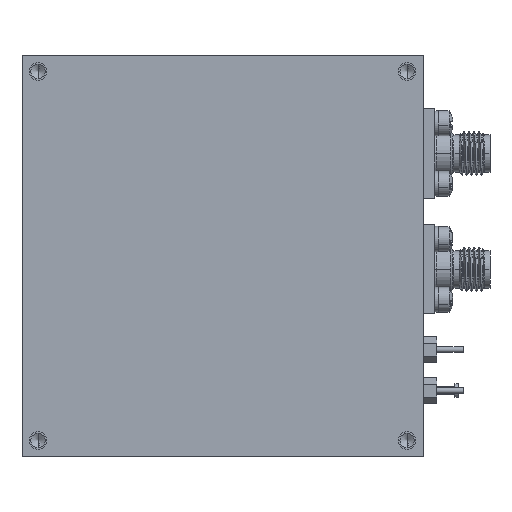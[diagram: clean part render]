
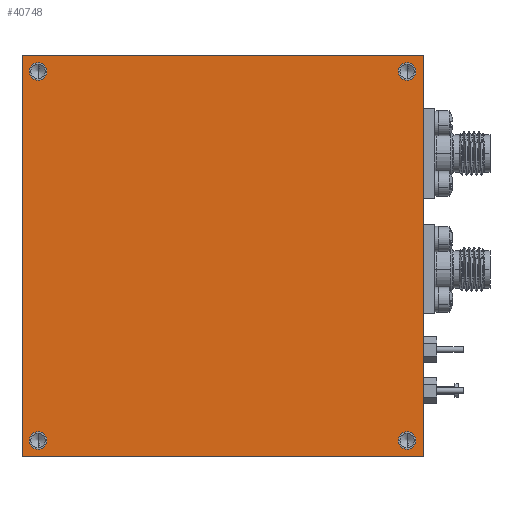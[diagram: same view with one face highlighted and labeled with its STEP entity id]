
A CAD part, front view. The second image highlights one B-rep face of the part: STEP entity #40748.
In plain terms, the highlighted planar face has unit normal (0, -1, 0).
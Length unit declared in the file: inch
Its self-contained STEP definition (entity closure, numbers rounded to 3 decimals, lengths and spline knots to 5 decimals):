
#273 = CARTESIAN_POINT ( 'NONE',  ( -1.125, -0.62, -1.125 ) ) ;
#1155 = AXIS2_PLACEMENT_3D ( 'NONE', #42598, #22031, #43452 ) ;
#2903 = VECTOR ( 'NONE', #6492, 39.37008 ) ;
#3060 = CARTESIAN_POINT ( 'NONE',  ( -1.035, -0.62, 1.035 ) ) ;
#3431 = EDGE_CURVE ( 'NONE', #25899, #25667, #9609, .T. ) ;
#3465 = VERTEX_POINT ( 'NONE', #57000 ) ;
#3702 = DIRECTION ( 'NONE',  ( 0., 0., -1. ) ) ;
#4167 = ORIENTED_EDGE ( 'NONE', *, *, #6256, .F. ) ;
#4172 = AXIS2_PLACEMENT_3D ( 'NONE', #31366, #32532, #45275 ) ;
#4542 = AXIS2_PLACEMENT_3D ( 'NONE', #37100, #37389, #46074 ) ;
#4550 = EDGE_CURVE ( 'NONE', #25667, #25899, #21269, .T. ) ;
#4735 = EDGE_CURVE ( 'NONE', #27830, #47406, #39742, .T. ) ;
#4836 = CARTESIAN_POINT ( 'NONE',  ( 1.035, -0.62, 1.08421 ) ) ;
#5476 = DIRECTION ( 'NONE',  ( 0., 0., 1. ) ) ;
#6256 = EDGE_CURVE ( 'NONE', #37511, #16710, #29424, .T. ) ;
#6492 = DIRECTION ( 'NONE',  ( -1., 0., 0. ) ) ;
#7374 = EDGE_CURVE ( 'NONE', #47406, #27830, #21494, .T. ) ;
#7649 = VECTOR ( 'NONE', #5476, 39.37008 ) ;
#8303 = CARTESIAN_POINT ( 'NONE',  ( -1.035, -0.62, 0.98579 ) ) ;
#8652 = CARTESIAN_POINT ( 'NONE',  ( 1.125, -0.62, 1.125 ) ) ;
#8691 = FACE_BOUND ( 'NONE', #41297, .T. ) ;
#9609 = CIRCLE ( 'NONE', #1155, 0.04921 ) ;
#9667 = LINE ( 'NONE', #10518, #33424 ) ;
#10354 = DIRECTION ( 'NONE',  ( 0., 0., -1. ) ) ;
#10518 = CARTESIAN_POINT ( 'NONE',  ( 1.125, -0.62, -1.125 ) ) ;
#10973 = EDGE_CURVE ( 'NONE', #39634, #37943, #9667, .T. ) ;
#14163 = EDGE_LOOP ( 'NONE', ( #30052, #51937 ) ) ;
#14587 = DIRECTION ( 'NONE',  ( 1., 0., 0. ) ) ;
#14826 = DIRECTION ( 'NONE',  ( 0., 0., -1. ) ) ;
#16710 = VERTEX_POINT ( 'NONE', #47166 ) ;
#16746 = FACE_BOUND ( 'NONE', #19715, .T. ) ;
#17244 = VECTOR ( 'NONE', #14587, 39.37008 ) ;
#17825 = DIRECTION ( 'NONE',  ( 0., -1., 0. ) ) ;
#18305 = ORIENTED_EDGE ( 'NONE', *, *, #28985, .F. ) ;
#18316 = CARTESIAN_POINT ( 'NONE',  ( -1.125, -0.62, 1.125 ) ) ;
#18766 = CARTESIAN_POINT ( 'NONE',  ( 1.035, -0.62, -1.08421 ) ) ;
#19715 = EDGE_LOOP ( 'NONE', ( #4167, #41994 ) ) ;
#19861 = VERTEX_POINT ( 'NONE', #44773 ) ;
#20870 = ORIENTED_EDGE ( 'NONE', *, *, #36552, .F. ) ;
#21269 = CIRCLE ( 'NONE', #51730, 0.04921 ) ;
#21494 = CIRCLE ( 'NONE', #26117, 0.04921 ) ;
#21894 = CARTESIAN_POINT ( 'NONE',  ( -1.035, -0.62, -1.035 ) ) ;
#21953 = DIRECTION ( 'NONE',  ( 0., 0., 1. ) ) ;
#22031 = DIRECTION ( 'NONE',  ( 0., -1., 0. ) ) ;
#22224 = CARTESIAN_POINT ( 'NONE',  ( 1.035, -0.62, 0.98579 ) ) ;
#22429 = EDGE_LOOP ( 'NONE', ( #27971, #41573, #45245, #50196 ) ) ;
#22887 = EDGE_CURVE ( 'NONE', #34769, #39634, #54172, .T. ) ;
#23265 = EDGE_CURVE ( 'NONE', #16710, #37511, #49612, .T. ) ;
#24055 = AXIS2_PLACEMENT_3D ( 'NONE', #3060, #52177, #34549 ) ;
#24473 = CARTESIAN_POINT ( 'NONE',  ( -1.125, -0.62, 1.125 ) ) ;
#25667 = VERTEX_POINT ( 'NONE', #22224 ) ;
#25732 = ORIENTED_EDGE ( 'NONE', *, *, #7374, .F. ) ;
#25899 = VERTEX_POINT ( 'NONE', #4836 ) ;
#26117 = AXIS2_PLACEMENT_3D ( 'NONE', #49923, #40406, #10354 ) ;
#26861 = DIRECTION ( 'NONE',  ( 0., 0., -1. ) ) ;
#27227 = CIRCLE ( 'NONE', #4172, 0.04921 ) ;
#27830 = VERTEX_POINT ( 'NONE', #30798 ) ;
#27971 = ORIENTED_EDGE ( 'NONE', *, *, #53097, .F. ) ;
#28985 = EDGE_CURVE ( 'NONE', #19861, #3465, #27227, .T. ) ;
#29037 = AXIS2_PLACEMENT_3D ( 'NONE', #21894, #17825, #3702 ) ;
#29424 = CIRCLE ( 'NONE', #4542, 0.04921 ) ;
#30052 = ORIENTED_EDGE ( 'NONE', *, *, #4550, .F. ) ;
#30798 = CARTESIAN_POINT ( 'NONE',  ( -1.035, -0.62, 1.08421 ) ) ;
#31183 = DIRECTION ( 'NONE',  ( 0., 1., 0. ) ) ;
#31366 = CARTESIAN_POINT ( 'NONE',  ( -1.035, -0.62, -1.035 ) ) ;
#32532 = DIRECTION ( 'NONE',  ( 0., -1., 0. ) ) ;
#33424 = VECTOR ( 'NONE', #14826, 39.37008 ) ;
#34549 = DIRECTION ( 'NONE',  ( 0., 0., -1. ) ) ;
#34769 = VERTEX_POINT ( 'NONE', #24473 ) ;
#35550 = FACE_OUTER_BOUND ( 'NONE', #22429, .T. ) ;
#36129 = CARTESIAN_POINT ( 'NONE',  ( 1.035, -0.62, -1.035 ) ) ;
#36552 = EDGE_CURVE ( 'NONE', #3465, #19861, #55841, .T. ) ;
#37100 = CARTESIAN_POINT ( 'NONE',  ( 1.035, -0.62, -1.035 ) ) ;
#37389 = DIRECTION ( 'NONE',  ( 0., -1., 0. ) ) ;
#37511 = VERTEX_POINT ( 'NONE', #18766 ) ;
#37943 = VERTEX_POINT ( 'NONE', #53967 ) ;
#39029 = FACE_BOUND ( 'NONE', #46012, .T. ) ;
#39510 = ORIENTED_EDGE ( 'NONE', *, *, #4735, .F. ) ;
#39606 = CARTESIAN_POINT ( 'NONE',  ( 0., -0.62, 0. ) ) ;
#39609 = DIRECTION ( 'NONE',  ( 0., -1., 0. ) ) ;
#39634 = VERTEX_POINT ( 'NONE', #8652 ) ;
#39742 = CIRCLE ( 'NONE', #24055, 0.04921 ) ;
#40406 = DIRECTION ( 'NONE',  ( 0., -1., 0. ) ) ;
#40748 = ADVANCED_FACE ( 'NONE', ( #35550, #56647, #39029, #8691, #16746 ), #47974, .F. ) ;
#41297 = EDGE_LOOP ( 'NONE', ( #20870, #18305 ) ) ;
#41573 = ORIENTED_EDGE ( 'NONE', *, *, #43284, .F. ) ;
#41811 = DIRECTION ( 'NONE',  ( 0., -1., 0. ) ) ;
#41994 = ORIENTED_EDGE ( 'NONE', *, *, #23265, .F. ) ;
#42598 = CARTESIAN_POINT ( 'NONE',  ( 1.035, -0.62, 1.035 ) ) ;
#43284 = EDGE_CURVE ( 'NONE', #37943, #48227, #46092, .T. ) ;
#43452 = DIRECTION ( 'NONE',  ( 0., 0., -1. ) ) ;
#44773 = CARTESIAN_POINT ( 'NONE',  ( -1.035, -0.62, -0.98579 ) ) ;
#45083 = LINE ( 'NONE', #273, #7649 ) ;
#45245 = ORIENTED_EDGE ( 'NONE', *, *, #10973, .F. ) ;
#45275 = DIRECTION ( 'NONE',  ( 0., 0., -1. ) ) ;
#45576 = AXIS2_PLACEMENT_3D ( 'NONE', #39606, #31183, #21953 ) ;
#46012 = EDGE_LOOP ( 'NONE', ( #25732, #39510 ) ) ;
#46074 = DIRECTION ( 'NONE',  ( 0., 0., -1. ) ) ;
#46092 = LINE ( 'NONE', #54447, #2903 ) ;
#47166 = CARTESIAN_POINT ( 'NONE',  ( 1.035, -0.62, -0.98579 ) ) ;
#47406 = VERTEX_POINT ( 'NONE', #8303 ) ;
#47974 = PLANE ( 'NONE',  #45576 ) ;
#48062 = CARTESIAN_POINT ( 'NONE',  ( -1.125, -0.62, -1.125 ) ) ;
#48227 = VERTEX_POINT ( 'NONE', #48062 ) ;
#49612 = CIRCLE ( 'NONE', #56059, 0.04921 ) ;
#49923 = CARTESIAN_POINT ( 'NONE',  ( -1.035, -0.62, 1.035 ) ) ;
#50196 = ORIENTED_EDGE ( 'NONE', *, *, #22887, .F. ) ;
#50472 = CARTESIAN_POINT ( 'NONE',  ( 1.035, -0.62, 1.035 ) ) ;
#51730 = AXIS2_PLACEMENT_3D ( 'NONE', #50472, #41811, #54241 ) ;
#51937 = ORIENTED_EDGE ( 'NONE', *, *, #3431, .F. ) ;
#52177 = DIRECTION ( 'NONE',  ( 0., -1., 0. ) ) ;
#53097 = EDGE_CURVE ( 'NONE', #48227, #34769, #45083, .T. ) ;
#53967 = CARTESIAN_POINT ( 'NONE',  ( 1.125, -0.62, -1.125 ) ) ;
#54172 = LINE ( 'NONE', #18316, #17244 ) ;
#54241 = DIRECTION ( 'NONE',  ( 0., 0., -1. ) ) ;
#54447 = CARTESIAN_POINT ( 'NONE',  ( -1.125, -0.62, -1.125 ) ) ;
#55841 = CIRCLE ( 'NONE', #29037, 0.04921 ) ;
#56059 = AXIS2_PLACEMENT_3D ( 'NONE', #36129, #39609, #26861 ) ;
#56647 = FACE_BOUND ( 'NONE', #14163, .T. ) ;
#57000 = CARTESIAN_POINT ( 'NONE',  ( -1.035, -0.62, -1.08421 ) ) ;
